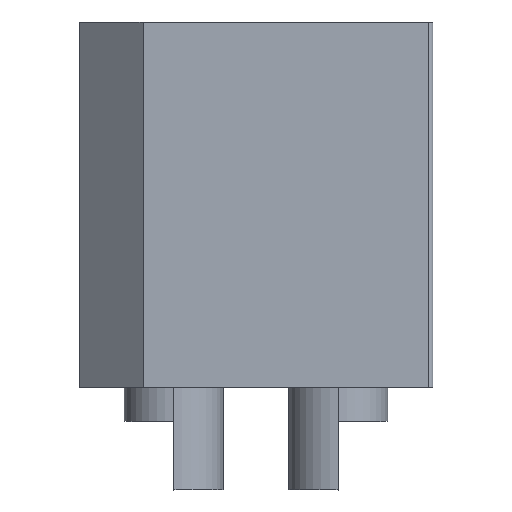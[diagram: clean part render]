
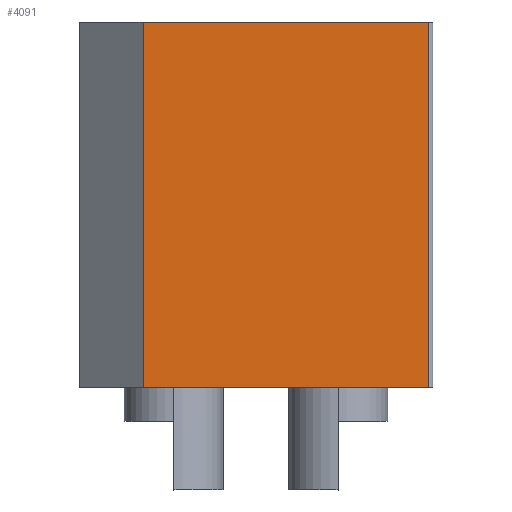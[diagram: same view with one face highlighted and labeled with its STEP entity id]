
A CAD part, top view. The second image highlights one B-rep face of the part: STEP entity #4091.
In plain terms, the highlighted planar face has unit normal (0, 0, 1).
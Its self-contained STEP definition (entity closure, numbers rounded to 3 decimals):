
#85 = VECTOR ( 'NONE', #2922, 1000. ) ;
#148 = CARTESIAN_POINT ( 'NONE',  ( 7.55, 16., 4.05 ) ) ;
#280 = VECTOR ( 'NONE', #993, 1000. ) ;
#317 = CARTESIAN_POINT ( 'NONE',  ( -4.95, 16., 4.05 ) ) ;
#344 = VECTOR ( 'NONE', #3342, 1000. ) ;
#362 = CARTESIAN_POINT ( 'NONE',  ( -4.95, 0., 4.05 ) ) ;
#623 = LINE ( 'NONE', #2942, #85 ) ;
#653 = CARTESIAN_POINT ( 'NONE',  ( -4.95, 16., 4.05 ) ) ;
#689 = LINE ( 'NONE', #2006, #344 ) ;
#955 = ORIENTED_EDGE ( 'NONE', *, *, #1909, .F. ) ;
#993 = DIRECTION ( 'NONE',  ( 1., 0., 0. ) ) ;
#1034 = DIRECTION ( 'NONE',  ( 0., -1., 0. ) ) ;
#1071 = VERTEX_POINT ( 'NONE', #148 ) ;
#1106 = CARTESIAN_POINT ( 'NONE',  ( -4.95, 0., 4.05 ) ) ;
#1347 = PLANE ( 'NONE',  #3925 ) ;
#1541 = CARTESIAN_POINT ( 'NONE',  ( 7.55, 0., 4.05 ) ) ;
#1637 = EDGE_LOOP ( 'NONE', ( #1644, #955, #3931, #3357 ) ) ;
#1644 = ORIENTED_EDGE ( 'NONE', *, *, #3458, .F. ) ;
#1694 = LINE ( 'NONE', #653, #280 ) ;
#1781 = DIRECTION ( 'NONE',  ( 1., 0., 0. ) ) ;
#1909 = EDGE_CURVE ( 'NONE', #4122, #2213, #689, .T. ) ;
#1950 = VECTOR ( 'NONE', #1781, 1000. ) ;
#2006 = CARTESIAN_POINT ( 'NONE',  ( -4.95, 0., 4.05 ) ) ;
#2213 = VERTEX_POINT ( 'NONE', #317 ) ;
#2402 = FACE_OUTER_BOUND ( 'NONE', #1637, .T. ) ;
#2691 = DIRECTION ( 'NONE',  ( 0., 0., 1. ) ) ;
#2922 = DIRECTION ( 'NONE',  ( 0., 1., 0. ) ) ;
#2942 = CARTESIAN_POINT ( 'NONE',  ( 7.55, 0., 4.05 ) ) ;
#3033 = LINE ( 'NONE', #362, #1950 ) ;
#3342 = DIRECTION ( 'NONE',  ( 0., 1., 0. ) ) ;
#3357 = ORIENTED_EDGE ( 'NONE', *, *, #3546, .T. ) ;
#3458 = EDGE_CURVE ( 'NONE', #2213, #1071, #1694, .T. ) ;
#3546 = EDGE_CURVE ( 'NONE', #3586, #1071, #623, .T. ) ;
#3586 = VERTEX_POINT ( 'NONE', #1541 ) ;
#3806 = CARTESIAN_POINT ( 'NONE',  ( -4.95, 0., 4.05 ) ) ;
#3925 = AXIS2_PLACEMENT_3D ( 'NONE', #3806, #2691, #1034 ) ;
#3931 = ORIENTED_EDGE ( 'NONE', *, *, #4029, .T. ) ;
#4029 = EDGE_CURVE ( 'NONE', #4122, #3586, #3033, .T. ) ;
#4091 = ADVANCED_FACE ( 'NONE', ( #2402 ), #1347, .T. ) ;
#4122 = VERTEX_POINT ( 'NONE', #1106 ) ;
